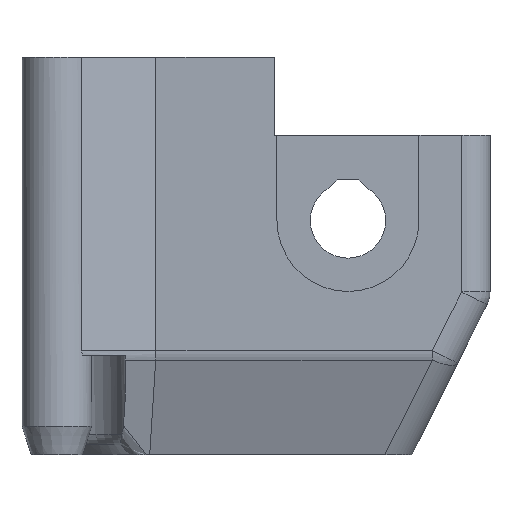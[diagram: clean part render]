
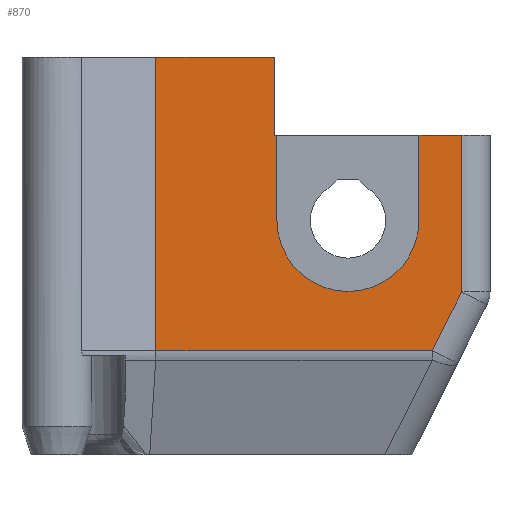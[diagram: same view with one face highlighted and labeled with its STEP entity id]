
A CAD part, front view. The second image highlights one B-rep face of the part: STEP entity #870.
In plain terms, the highlighted planar face has unit normal (0, -1, 0).
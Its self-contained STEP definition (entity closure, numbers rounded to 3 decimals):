
#61=CIRCLE('',#951,5.);
#86=FACE_OUTER_BOUND('',#134,.T.);
#134=EDGE_LOOP('',(#656,#657,#658,#659,#660,#661,#662,#663,#664,#665,#666));
#175=LINE('',#1253,#269);
#189=LINE('',#1401,#283);
#193=LINE('',#1419,#287);
#196=LINE('',#1430,#290);
#199=LINE('',#1437,#293);
#201=LINE('',#1441,#295);
#202=LINE('',#1443,#296);
#203=LINE('',#1447,#297);
#204=LINE('',#1449,#298);
#205=LINE('',#1450,#299);
#269=VECTOR('',#1007,10.);
#283=VECTOR('',#1055,10.);
#287=VECTOR('',#1075,10.);
#290=VECTOR('',#1086,10.);
#293=VECTOR('',#1095,10.);
#295=VECTOR('',#1099,10.);
#296=VECTOR('',#1100,10.);
#297=VECTOR('',#1103,10.);
#298=VECTOR('',#1104,10.);
#299=VECTOR('',#1105,10.);
#363=VERTEX_POINT('',#1250);
#364=VERTEX_POINT('',#1252);
#381=VERTEX_POINT('',#1382);
#384=VERTEX_POINT('',#1393);
#390=VERTEX_POINT('',#1411);
#396=VERTEX_POINT('',#1428);
#398=VERTEX_POINT('',#1440);
#399=VERTEX_POINT('',#1442);
#400=VERTEX_POINT('',#1444);
#401=VERTEX_POINT('',#1446);
#402=VERTEX_POINT('',#1448);
#447=EDGE_CURVE('',#363,#364,#175,.T.);
#479=EDGE_CURVE('',#384,#381,#189,.T.);
#488=EDGE_CURVE('',#390,#384,#193,.T.);
#493=EDGE_CURVE('',#396,#390,#196,.T.);
#497=EDGE_CURVE('',#381,#363,#199,.T.);
#499=EDGE_CURVE('',#396,#398,#201,.T.);
#500=EDGE_CURVE('',#398,#399,#202,.T.);
#501=EDGE_CURVE('',#399,#400,#61,.T.);
#502=EDGE_CURVE('',#400,#401,#203,.T.);
#503=EDGE_CURVE('',#401,#402,#204,.T.);
#504=EDGE_CURVE('',#402,#364,#205,.T.);
#656=ORIENTED_EDGE('',*,*,#479,.F.);
#657=ORIENTED_EDGE('',*,*,#488,.F.);
#658=ORIENTED_EDGE('',*,*,#493,.F.);
#659=ORIENTED_EDGE('',*,*,#499,.T.);
#660=ORIENTED_EDGE('',*,*,#500,.T.);
#661=ORIENTED_EDGE('',*,*,#501,.T.);
#662=ORIENTED_EDGE('',*,*,#502,.T.);
#663=ORIENTED_EDGE('',*,*,#503,.T.);
#664=ORIENTED_EDGE('',*,*,#504,.T.);
#665=ORIENTED_EDGE('',*,*,#447,.F.);
#666=ORIENTED_EDGE('',*,*,#497,.F.);
#826=PLANE('',#950);
#870=ADVANCED_FACE('',(#86),#826,.T.);
#950=AXIS2_PLACEMENT_3D('',#1439,#1097,#1098);
#951=AXIS2_PLACEMENT_3D('',#1445,#1101,#1102);
#1007=DIRECTION('',(1.,0.,0.));
#1055=DIRECTION('',(-1.,0.,0.));
#1075=DIRECTION('',(-0.447,0.,-0.894));
#1086=DIRECTION('',(0.,0.,-1.));
#1095=DIRECTION('',(0.,0.,1.));
#1097=DIRECTION('center_axis',(0.,-1.,0.));
#1098=DIRECTION('ref_axis',(-1.,0.,0.));
#1099=DIRECTION('',(-1.,0.,0.));
#1100=DIRECTION('',(0.,0.,-1.));
#1101=DIRECTION('center_axis',(0.,1.,0.));
#1102=DIRECTION('ref_axis',(1.,0.,0.));
#1103=DIRECTION('',(0.,0.,1.));
#1104=DIRECTION('',(-1.,0.,0.));
#1105=DIRECTION('',(0.,0.,1.));
#1250=CARTESIAN_POINT('',(6.982,0.2,5.5));
#1252=CARTESIAN_POINT('',(15.3,0.2,5.5));
#1253=CARTESIAN_POINT('',(30.5,0.2,5.5));
#1382=CARTESIAN_POINT('',(6.982,0.2,-15.154));
#1393=CARTESIAN_POINT('',(26.437,0.2,-15.154));
#1401=CARTESIAN_POINT('',(26.746,0.2,-15.154));
#1411=CARTESIAN_POINT('',(28.5,0.2,-11.028));
#1419=CARTESIAN_POINT('',(29.636,0.2,-8.756));
#1428=CARTESIAN_POINT('',(28.5,0.2,0.));
#1430=CARTESIAN_POINT('',(28.5,0.2,0.));
#1437=CARTESIAN_POINT('',(6.982,0.2,0.));
#1439=CARTESIAN_POINT('Origin',(30.5,0.2,0.));
#1440=CARTESIAN_POINT('',(25.5,0.2,0.));
#1441=CARTESIAN_POINT('',(30.5,0.2,0.));
#1442=CARTESIAN_POINT('',(25.5,0.2,-6.));
#1443=CARTESIAN_POINT('',(25.5,0.2,-3.));
#1444=CARTESIAN_POINT('',(15.5,0.2,-6.));
#1445=CARTESIAN_POINT('Origin',(20.5,0.2,-6.));
#1446=CARTESIAN_POINT('',(15.5,0.2,0.));
#1447=CARTESIAN_POINT('',(15.5,0.2,0.));
#1448=CARTESIAN_POINT('',(15.3,0.2,0.));
#1449=CARTESIAN_POINT('',(30.5,0.2,0.));
#1450=CARTESIAN_POINT('',(15.3,0.2,0.));
